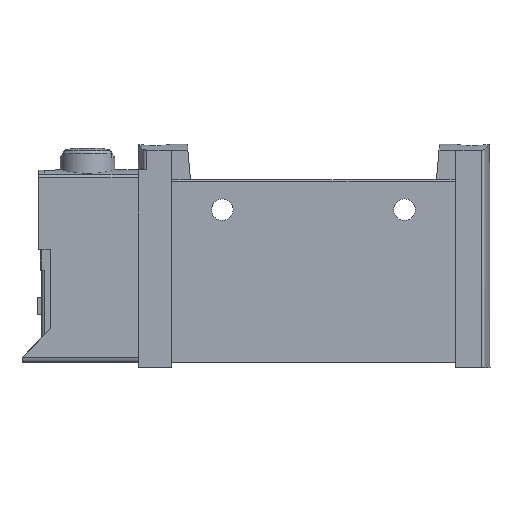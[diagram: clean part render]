
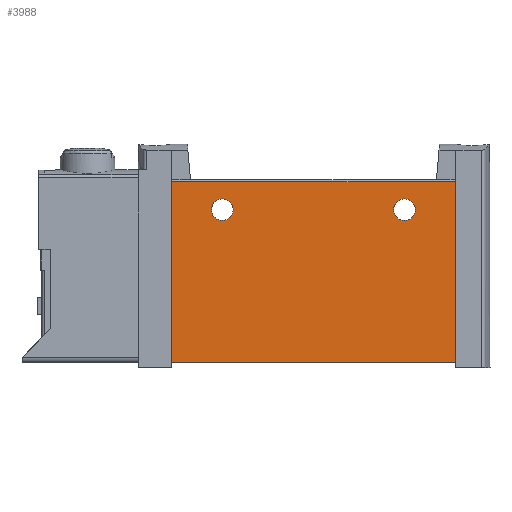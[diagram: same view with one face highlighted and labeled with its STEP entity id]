
A CAD part, top view. The second image highlights one B-rep face of the part: STEP entity #3988.
In plain terms, the highlighted planar face has unit normal (0, 0, 1).
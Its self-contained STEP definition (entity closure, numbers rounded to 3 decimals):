
#70=PLANE('',#4320);
#271=CIRCLE('',#4321,1.6);
#272=CIRCLE('',#4322,1.6);
#483=LINE('',#6341,#883);
#494=LINE('',#6369,#894);
#497=LINE('',#6377,#897);
#500=LINE('',#6385,#900);
#883=VECTOR('',#4962,1000.);
#894=VECTOR('',#4987,1000.);
#897=VECTOR('',#4994,1000.);
#900=VECTOR('',#5003,1000.);
#1486=ORIENTED_EDGE('',*,*,#2582,.F.);
#1487=ORIENTED_EDGE('',*,*,#2583,.F.);
#1488=ORIENTED_EDGE('',*,*,#2560,.T.);
#1489=ORIENTED_EDGE('',*,*,#2584,.F.);
#1490=ORIENTED_EDGE('',*,*,#2575,.F.);
#1491=ORIENTED_EDGE('',*,*,#2579,.T.);
#2560=EDGE_CURVE('',#3107,#3106,#483,.T.);
#2575=EDGE_CURVE('',#3116,#3117,#494,.T.);
#2579=EDGE_CURVE('',#3116,#3107,#497,.T.);
#2582=EDGE_CURVE('',#3120,#3120,#271,.F.);
#2583=EDGE_CURVE('',#3121,#3121,#272,.F.);
#2584=EDGE_CURVE('',#3117,#3106,#500,.T.);
#3106=VERTEX_POINT('',#6340);
#3107=VERTEX_POINT('',#6342);
#3116=VERTEX_POINT('',#6368);
#3117=VERTEX_POINT('',#6370);
#3120=VERTEX_POINT('',#6382);
#3121=VERTEX_POINT('',#6384);
#3372=EDGE_LOOP('',(#1486));
#3373=EDGE_LOOP('',(#1487));
#3374=EDGE_LOOP('',(#1488,#1489,#1490,#1491));
#3661=FACE_BOUND('',#3372,.T.);
#3662=FACE_BOUND('',#3373,.T.);
#3663=FACE_BOUND('',#3374,.T.);
#3988=ADVANCED_FACE('',(#3661,#3662,#3663),#70,.F.);
#4320=AXIS2_PLACEMENT_3D('',#6380,#4997,#4998);
#4321=AXIS2_PLACEMENT_3D('',#6381,#4999,#5000);
#4322=AXIS2_PLACEMENT_3D('',#6383,#5001,#5002);
#4962=DIRECTION('',(0.,-1.,0.));
#4987=DIRECTION('',(0.,-1.,0.));
#4994=DIRECTION('',(-1.,0.,0.));
#4997=DIRECTION('',(0.,0.,-1.));
#4998=DIRECTION('',(-1.,0.,0.));
#4999=DIRECTION('',(0.,0.,-1.));
#5000=DIRECTION('',(-1.,0.,0.));
#5001=DIRECTION('',(0.,0.,-1.));
#5002=DIRECTION('',(-1.,0.,0.));
#5003=DIRECTION('',(-1.,0.,0.));
#6340=CARTESIAN_POINT('',(-21.,0.,5.1));
#6341=CARTESIAN_POINT('',(-21.,26.7,5.1));
#6342=CARTESIAN_POINT('',(-21.,26.7,5.1));
#6368=CARTESIAN_POINT('',(21.,26.7,5.1));
#6369=CARTESIAN_POINT('',(21.,26.7,5.1));
#6370=CARTESIAN_POINT('',(21.,0.,5.1));
#6377=CARTESIAN_POINT('',(21.,26.7,5.1));
#6380=CARTESIAN_POINT('',(21.,26.7,5.1));
#6381=CARTESIAN_POINT('',(-13.5,22.6,5.1));
#6382=CARTESIAN_POINT('',(-15.1,22.6,5.1));
#6383=CARTESIAN_POINT('',(13.5,22.6,5.1));
#6384=CARTESIAN_POINT('',(11.9,22.6,5.1));
#6385=CARTESIAN_POINT('',(21.,0.,5.1));
